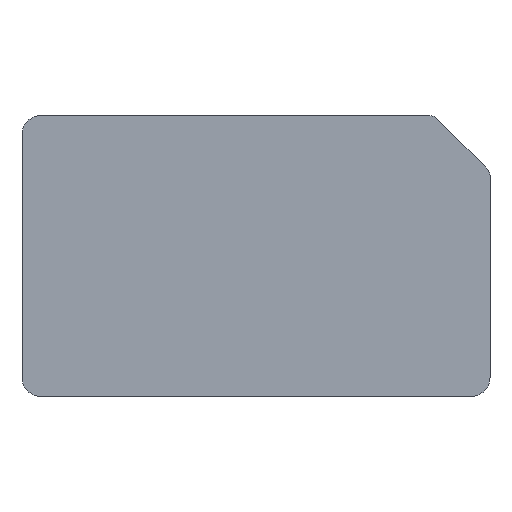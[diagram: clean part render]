
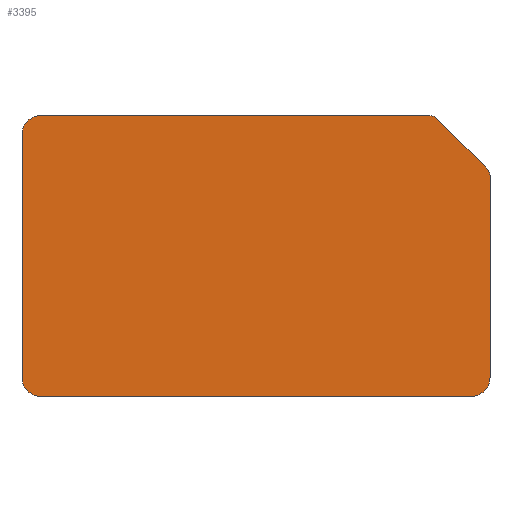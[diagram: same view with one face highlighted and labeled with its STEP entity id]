
A CAD part, front view. The second image highlights one B-rep face of the part: STEP entity #3395.
In plain terms, the highlighted planar face has unit normal (0, -1, 0).
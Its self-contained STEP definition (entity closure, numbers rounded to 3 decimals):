
#51 = VERTEX_POINT ( 'NONE', #3101 ) ;
#68 = VERTEX_POINT ( 'NONE', #3116 ) ;
#75 = VERTEX_POINT ( 'NONE', #3122 ) ;
#115 = VERTEX_POINT ( 'NONE', #3142 ) ;
#124 = VERTEX_POINT ( 'NONE', #3028 ) ;
#133 = VERTEX_POINT ( 'NONE', #3120 ) ;
#154 = VERTEX_POINT ( 'NONE', #3204 ) ;
#182 = VERTEX_POINT ( 'NONE', #3155 ) ;
#191 = VERTEX_POINT ( 'NONE', #3106 ) ;
#270 = VERTEX_POINT ( 'NONE', #3051 ) ;
#432 = EDGE_LOOP ( 'NONE', ( #3370, #2229, #4801, #4788, #2223, #4798, #2237, #2227, #2226, #4803 ) ) ;
#592 = EDGE_CURVE ( 'NONE', #68, #124, #4435, .T. ) ;
#601 = EDGE_CURVE ( 'NONE', #51, #133, #4448, .T. ) ;
#609 = EDGE_CURVE ( 'NONE', #154, #75, #4460, .T. ) ;
#616 = EDGE_CURVE ( 'NONE', #191, #182, #4469, .T. ) ;
#621 = EDGE_CURVE ( 'NONE', #270, #115, #4479, .T. ) ;
#1008 = EDGE_CURVE ( 'NONE', #51, #115, #4483, .T. ) ;
#1016 = EDGE_CURVE ( 'NONE', #154, #133, #4492, .T. ) ;
#1018 = EDGE_CURVE ( 'NONE', #191, #124, #4503, .T. ) ;
#1030 = EDGE_CURVE ( 'NONE', #270, #182, #4514, .T. ) ;
#1045 = EDGE_CURVE ( 'NONE', #68, #75, #4553, .T. ) ;
#1165 = FACE_OUTER_BOUND ( 'NONE', #432, .T. ) ;
#1483 = CARTESIAN_POINT ( 'NONE',  ( -11.5, 0., -6.5 ) ) ;
#1488 = DIRECTION ( 'NONE',  ( 0.707, 0., -0.707 ) ) ;
#1506 = DIRECTION ( 'NONE',  ( 0., -1., 0. ) ) ;
#1507 = DIRECTION ( 'NONE',  ( 0., 0., -1. ) ) ;
#1520 = CARTESIAN_POINT ( 'NONE',  ( -12.5, 0., -7.5 ) ) ;
#1523 = CARTESIAN_POINT ( 'NONE',  ( 9.293, 0., 7. ) ) ;
#1531 = CARTESIAN_POINT ( 'NONE',  ( 11.5, 0., -6.5 ) ) ;
#1538 = DIRECTION ( 'NONE',  ( 0., 0., -1. ) ) ;
#1541 = CARTESIAN_POINT ( 'NONE',  ( 9.5, 0., 7.5 ) ) ;
#1545 = DIRECTION ( 'NONE',  ( 0., -1., 0. ) ) ;
#1547 = DIRECTION ( 'NONE',  ( 0., 0., -1. ) ) ;
#1566 = DIRECTION ( 'NONE',  ( 0., 0., -1. ) ) ;
#1570 = CARTESIAN_POINT ( 'NONE',  ( -12.5, 0., 7.5 ) ) ;
#1592 = DIRECTION ( 'NONE',  ( 0., -1., 0. ) ) ;
#1603 = DIRECTION ( 'NONE',  ( 1., 0., 0. ) ) ;
#1667 = CARTESIAN_POINT ( 'NONE',  ( 12., 0., 4.293 ) ) ;
#1684 = DIRECTION ( 'NONE',  ( 0., 0., -1. ) ) ;
#1685 = DIRECTION ( 'NONE',  ( 0., 0., -1. ) ) ;
#1690 = DIRECTION ( 'NONE',  ( -1., 0., 0. ) ) ;
#1706 = CARTESIAN_POINT ( 'NONE',  ( 12.5, 0., 4.5 ) ) ;
#1711 = DIRECTION ( 'NONE',  ( 0., 0., 1. ) ) ;
#1715 = CARTESIAN_POINT ( 'NONE',  ( -11.5, 0., 6.5 ) ) ;
#1716 = DIRECTION ( 'NONE',  ( 0., -1., 0. ) ) ;
#1728 = DIRECTION ( 'NONE',  ( 0., -1., 0. ) ) ;
#1734 = CARTESIAN_POINT ( 'NONE',  ( -12.5, 0., 7.5 ) ) ;
#2223 = ORIENTED_EDGE ( 'NONE', *, *, #1008, .F. ) ;
#2226 = ORIENTED_EDGE ( 'NONE', *, *, #1045, .F. ) ;
#2227 = ORIENTED_EDGE ( 'NONE', *, *, #609, .T. ) ;
#2229 = ORIENTED_EDGE ( 'NONE', *, *, #616, .T. ) ;
#2237 = ORIENTED_EDGE ( 'NONE', *, *, #1016, .F. ) ;
#2474 = AXIS2_PLACEMENT_3D ( 'NONE', #1531, #1592, #1684 ) ;
#2500 = AXIS2_PLACEMENT_3D ( 'NONE', #1715, #1716, #1685 ) ;
#2506 = AXIS2_PLACEMENT_3D ( 'NONE', #1483, #1728, #1538 ) ;
#2513 = AXIS2_PLACEMENT_3D ( 'NONE', #1667, #1545, #1547 ) ;
#2514 = AXIS2_PLACEMENT_3D ( 'NONE', #1523, #1506, #1507 ) ;
#3028 = CARTESIAN_POINT ( 'NONE',  ( 12.5, 0., -6.5 ) ) ;
#3051 = CARTESIAN_POINT ( 'NONE',  ( 9.646, 0., 7.354 ) ) ;
#3101 = CARTESIAN_POINT ( 'NONE',  ( -11.5, 0., 7.5 ) ) ;
#3106 = CARTESIAN_POINT ( 'NONE',  ( 12.5, 0., 4.293 ) ) ;
#3116 = CARTESIAN_POINT ( 'NONE',  ( 11.5, 0., -7.5 ) ) ;
#3120 = CARTESIAN_POINT ( 'NONE',  ( -12.5, 0., 6.5 ) ) ;
#3122 = CARTESIAN_POINT ( 'NONE',  ( -11.5, 0., -7.5 ) ) ;
#3142 = CARTESIAN_POINT ( 'NONE',  ( 9.293, 0., 7.5 ) ) ;
#3155 = CARTESIAN_POINT ( 'NONE',  ( 12.354, 0., 4.646 ) ) ;
#3204 = CARTESIAN_POINT ( 'NONE',  ( -12.5, 0., -6.5 ) ) ;
#3331 = CARTESIAN_POINT ( 'NONE',  ( 12.5, 0., -7.5 ) ) ;
#3346 = PLANE ( 'NONE',  #3775 ) ;
#3359 = DIRECTION ( 'NONE',  ( 0., -1., 0. ) ) ;
#3360 = DIRECTION ( 'NONE',  ( 0., 0., -1. ) ) ;
#3370 = ORIENTED_EDGE ( 'NONE', *, *, #1018, .F. ) ;
#3395 = ADVANCED_FACE ( 'NONE', ( #1165 ), #3346, .T. ) ;
#3775 = AXIS2_PLACEMENT_3D ( 'NONE', #3331, #3359, #3360 ) ;
#4435 = CIRCLE ( 'NONE', #2474, 1. ) ;
#4448 = CIRCLE ( 'NONE', #2500, 1. ) ;
#4460 = CIRCLE ( 'NONE', #2506, 1. ) ;
#4469 = CIRCLE ( 'NONE', #2513, 0.5 ) ;
#4479 = CIRCLE ( 'NONE', #2514, 0.5 ) ;
#4483 = LINE ( 'NONE', #1734, #4485 ) ;
#4485 = VECTOR ( 'NONE', #1603, 1000. ) ;
#4492 = LINE ( 'NONE', #1570, #4501 ) ;
#4498 = VECTOR ( 'NONE', #1566, 1000. ) ;
#4501 = VECTOR ( 'NONE', #1711, 1000. ) ;
#4503 = LINE ( 'NONE', #1706, #4498 ) ;
#4514 = LINE ( 'NONE', #1541, #4525 ) ;
#4525 = VECTOR ( 'NONE', #1488, 1000. ) ;
#4553 = LINE ( 'NONE', #1520, #4554 ) ;
#4554 = VECTOR ( 'NONE', #1690, 1000. ) ;
#4788 = ORIENTED_EDGE ( 'NONE', *, *, #621, .T. ) ;
#4798 = ORIENTED_EDGE ( 'NONE', *, *, #601, .T. ) ;
#4801 = ORIENTED_EDGE ( 'NONE', *, *, #1030, .F. ) ;
#4803 = ORIENTED_EDGE ( 'NONE', *, *, #592, .T. ) ;
